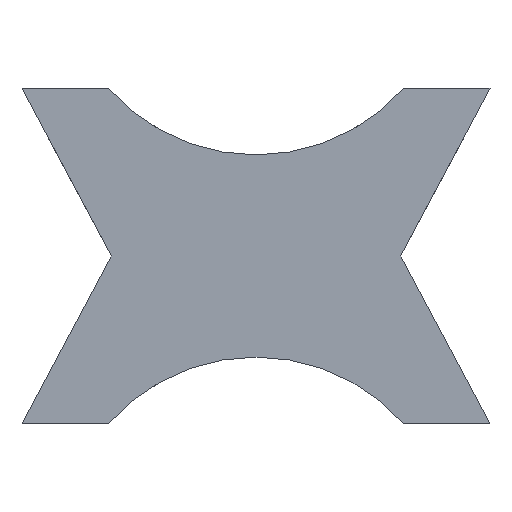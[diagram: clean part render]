
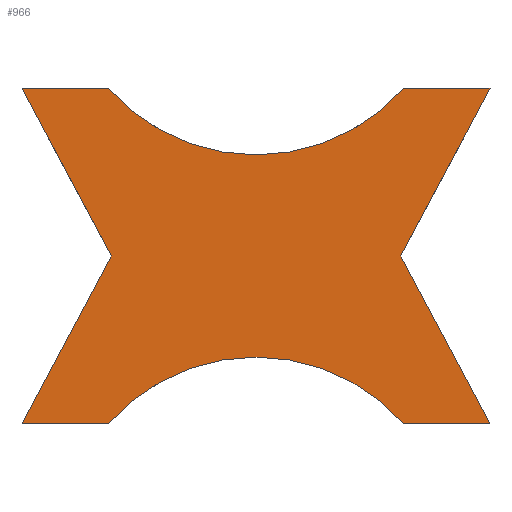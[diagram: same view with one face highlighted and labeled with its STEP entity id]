
A CAD part, left-side view. The second image highlights one B-rep face of the part: STEP entity #966.
In plain terms, the highlighted planar face has unit normal (-1, 0, 0).
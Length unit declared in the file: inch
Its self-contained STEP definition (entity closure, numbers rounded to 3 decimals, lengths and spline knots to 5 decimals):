
#9 = ORIENTED_EDGE ( 'NONE', *, *, #240, .T. ) ;
#12 = CARTESIAN_POINT ( 'NONE',  ( 4., 0.86075, -0.372 ) ) ;
#14 = EDGE_CURVE ( 'NONE', #1347, #163, #806, .T. ) ;
#54 = LINE ( 'NONE', #1036, #1197 ) ;
#55 = VECTOR ( 'NONE', #1372, 39.37008 ) ;
#75 = CARTESIAN_POINT ( 'NONE',  ( 4., 0.31741, 0.617 ) ) ;
#81 = CARTESIAN_POINT ( 'NONE',  ( 4., 0.31741, 0.617 ) ) ;
#131 = CARTESIAN_POINT ( 'NONE',  ( 4., 0.86075, -1.097 ) ) ;
#133 = DIRECTION ( 'NONE',  ( 0., -0.469, -0.883 ) ) ;
#163 = VERTEX_POINT ( 'NONE', #844 ) ;
#175 = AXIS2_PLACEMENT_3D ( 'NONE', #131, #378, #239 ) ;
#201 = CARTESIAN_POINT ( 'NONE',  ( 4., 1.39344, 0. ) ) ;
#206 = CARTESIAN_POINT ( 'NONE',  ( 4., 0., 0.617 ) ) ;
#222 = DIRECTION ( 'NONE',  ( 0., -0.469, 0.883 ) ) ;
#237 = FACE_OUTER_BOUND ( 'NONE', #369, .T. ) ;
#239 = DIRECTION ( 'NONE',  ( 0., 0., 1. ) ) ;
#240 = EDGE_CURVE ( 'NONE', #763, #739, #596, .T. ) ;
#273 = CARTESIAN_POINT ( 'NONE',  ( 4., 1.4041, -0.617 ) ) ;
#283 = DIRECTION ( 'NONE',  ( 0., 1., 0. ) ) ;
#346 = DIRECTION ( 'NONE',  ( 0., 1., 0. ) ) ;
#351 = ORIENTED_EDGE ( 'NONE', *, *, #1181, .T. ) ;
#356 = ORIENTED_EDGE ( 'NONE', *, *, #654, .T. ) ;
#368 = VERTEX_POINT ( 'NONE', #891 ) ;
#369 = EDGE_LOOP ( 'NONE', ( #351, #1016, #1205, #945, #9, #356, #1255, #894, #999, #531, #1100 ) ) ;
#371 = DIRECTION ( 'NONE',  ( 1., 0., 0. ) ) ;
#378 = DIRECTION ( 'NONE',  ( 1., 0., 0. ) ) ;
#395 = EDGE_CURVE ( 'NONE', #1132, #984, #877, .T. ) ;
#473 = LINE ( 'NONE', #273, #673 ) ;
#476 = AXIS2_PLACEMENT_3D ( 'NONE', #513, #748, #1080 ) ;
#488 = LINE ( 'NONE', #1280, #897 ) ;
#493 = DIRECTION ( 'NONE',  ( 0., -1., 0. ) ) ;
#513 = CARTESIAN_POINT ( 'NONE',  ( 4., 0.86075, -1.097 ) ) ;
#531 = ORIENTED_EDGE ( 'NONE', *, *, #779, .T. ) ;
#545 = CIRCLE ( 'NONE', #734, 0.725 ) ;
#561 = CARTESIAN_POINT ( 'NONE',  ( 4., 0.86075, -1.097 ) ) ;
#567 = EDGE_CURVE ( 'NONE', #657, #1017, #545, .T. ) ;
#585 = CARTESIAN_POINT ( 'NONE',  ( 4., 0.86075, 1.097 ) ) ;
#596 = LINE ( 'NONE', #770, #1282 ) ;
#605 = CARTESIAN_POINT ( 'NONE',  ( 4., 0., -0.617 ) ) ;
#621 = DIRECTION ( 'NONE',  ( 0., -1., 0. ) ) ;
#628 = PLANE ( 'NONE',  #476 ) ;
#636 = AXIS2_PLACEMENT_3D ( 'NONE', #561, #371, #1134 ) ;
#654 = EDGE_CURVE ( 'NONE', #739, #657, #800, .T. ) ;
#657 = VERTEX_POINT ( 'NONE', #75 ) ;
#673 = VECTOR ( 'NONE', #493, 39.37008 ) ;
#680 = VECTOR ( 'NONE', #133, 39.37008 ) ;
#683 = VECTOR ( 'NONE', #621, 39.37008 ) ;
#695 = DIRECTION ( 'NONE',  ( 0., 0., 1. ) ) ;
#701 = DIRECTION ( 'NONE',  ( 0., 0.469, 0.883 ) ) ;
#734 = AXIS2_PLACEMENT_3D ( 'NONE', #585, #1329, #695 ) ;
#739 = VERTEX_POINT ( 'NONE', #206 ) ;
#745 = CIRCLE ( 'NONE', #175, 0.725 ) ;
#748 = DIRECTION ( 'NONE',  ( -1., 0., 0. ) ) ;
#754 = CARTESIAN_POINT ( 'NONE',  ( 4., 1.72151, -0.617 ) ) ;
#763 = VERTEX_POINT ( 'NONE', #1072 ) ;
#770 = CARTESIAN_POINT ( 'NONE',  ( 4., 0., 0.617 ) ) ;
#779 = EDGE_CURVE ( 'NONE', #984, #368, #846, .T. ) ;
#781 = CARTESIAN_POINT ( 'NONE',  ( 4., 1.4041, -0.617 ) ) ;
#790 = VERTEX_POINT ( 'NONE', #12 ) ;
#800 = LINE ( 'NONE', #81, #1226 ) ;
#806 = LINE ( 'NONE', #605, #683 ) ;
#844 = CARTESIAN_POINT ( 'NONE',  ( 4., 0., -0.617 ) ) ;
#846 = LINE ( 'NONE', #754, #55 ) ;
#872 = EDGE_CURVE ( 'NONE', #368, #1219, #473, .T. ) ;
#877 = LINE ( 'NONE', #1323, #680 ) ;
#891 = CARTESIAN_POINT ( 'NONE',  ( 4., 1.72151, -0.617 ) ) ;
#894 = ORIENTED_EDGE ( 'NONE', *, *, #1156, .T. ) ;
#897 = VECTOR ( 'NONE', #701, 39.37008 ) ;
#945 = ORIENTED_EDGE ( 'NONE', *, *, #1119, .T. ) ;
#966 = ADVANCED_FACE ( 'NONE', ( #237 ), #628, .T. ) ;
#976 = CARTESIAN_POINT ( 'NONE',  ( 4., 1.4041, 0.617 ) ) ;
#984 = VERTEX_POINT ( 'NONE', #201 ) ;
#999 = ORIENTED_EDGE ( 'NONE', *, *, #395, .T. ) ;
#1016 = ORIENTED_EDGE ( 'NONE', *, *, #1142, .T. ) ;
#1017 = VERTEX_POINT ( 'NONE', #976 ) ;
#1021 = CIRCLE ( 'NONE', #636, 0.725 ) ;
#1026 = CARTESIAN_POINT ( 'NONE',  ( 4., 0.31741, -0.617 ) ) ;
#1036 = CARTESIAN_POINT ( 'NONE',  ( 4., 1.72151, 0.617 ) ) ;
#1072 = CARTESIAN_POINT ( 'NONE',  ( 4., 0.32806, 0. ) ) ;
#1080 = DIRECTION ( 'NONE',  ( 0., 0., 1. ) ) ;
#1100 = ORIENTED_EDGE ( 'NONE', *, *, #872, .T. ) ;
#1119 = EDGE_CURVE ( 'NONE', #163, #763, #488, .T. ) ;
#1132 = VERTEX_POINT ( 'NONE', #1200 ) ;
#1134 = DIRECTION ( 'NONE',  ( 0., 0., 1. ) ) ;
#1142 = EDGE_CURVE ( 'NONE', #790, #1347, #1021, .T. ) ;
#1156 = EDGE_CURVE ( 'NONE', #1017, #1132, #54, .T. ) ;
#1181 = EDGE_CURVE ( 'NONE', #1219, #790, #745, .T. ) ;
#1197 = VECTOR ( 'NONE', #346, 39.37008 ) ;
#1200 = CARTESIAN_POINT ( 'NONE',  ( 4., 1.72151, 0.617 ) ) ;
#1205 = ORIENTED_EDGE ( 'NONE', *, *, #14, .T. ) ;
#1219 = VERTEX_POINT ( 'NONE', #781 ) ;
#1226 = VECTOR ( 'NONE', #283, 39.37008 ) ;
#1255 = ORIENTED_EDGE ( 'NONE', *, *, #567, .T. ) ;
#1280 = CARTESIAN_POINT ( 'NONE',  ( 4., 0.32806, 0. ) ) ;
#1282 = VECTOR ( 'NONE', #222, 39.37008 ) ;
#1323 = CARTESIAN_POINT ( 'NONE',  ( 4., 1.39344, 0. ) ) ;
#1329 = DIRECTION ( 'NONE',  ( 1., 0., 0. ) ) ;
#1347 = VERTEX_POINT ( 'NONE', #1026 ) ;
#1372 = DIRECTION ( 'NONE',  ( 0., 0.469, -0.883 ) ) ;
